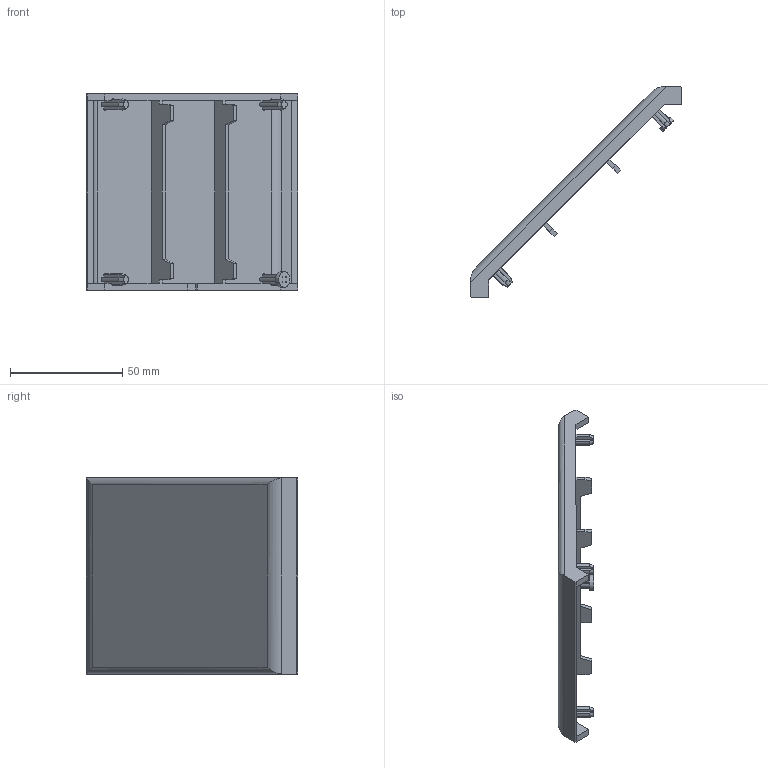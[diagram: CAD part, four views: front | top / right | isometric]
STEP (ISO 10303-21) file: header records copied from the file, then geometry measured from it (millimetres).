
FILE_DESCRIPTION(/* description */ (''),/* implementation_level */ '2;1');
FILE_NAME(/* name */ '123035',/* time_stamp */ '2014-10-06T12:27:57+02:00',/* author */ (''),/* organization */ (''),/* preprocessor_version */ 'ST-DEVELOPER v14',/* originating_system */ 'HiCAD 2013 1802.4 Build 509',/* authorisation */ '');
FILE_SCHEMA (('AUTOMOTIVE_DESIGN { 1 0 10303 214 1 1 1 1 }'));
Length unit declared in the file: millimetre
Products named in the file (2): Root; 123035AFDEKKAP HOEKSTUK 90X90 BASICBOIKON
Assembly tree (1 placements, depth 2):
  Root
    123035AFDEKKAP HOEKSTUK 90X90 BASICBOIKON
Bounding box: 94.12 x 94.12 x 87.6 mm (x, y, z)
Volume: 42089.8 mm3; surface area: 30800.5 mm2
Topology: 1 solids, 1 shells, 136 faces, 399 edges, 263 vertices
Faces by surface type: plane 97, cylinder 23, cone 16
Full cylindrical faces by diameter (mm): 7 x1
Entity records: 9130 total; most frequent: CARTESIAN_POINT 1411, PRESENTATION_STYLE_ASSIGNMENT 797, COLOUR_RGB 797, DRAUGHTING_PRE_DEFINED_CURVE_FONT 796, CURVE_STYLE 796, OVER_RIDING_STYLED_ITEM 796, ORIENTED_EDGE 796, DIRECTION 764
